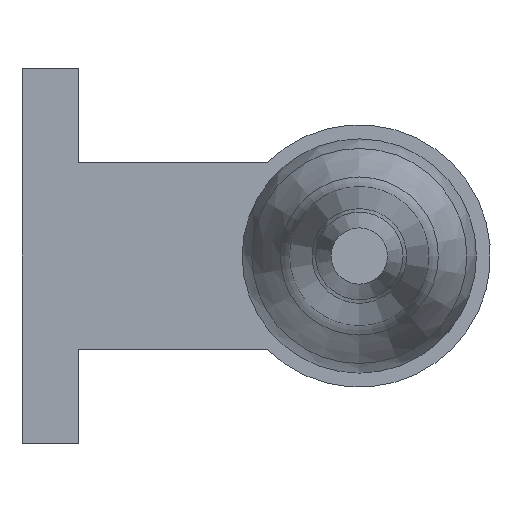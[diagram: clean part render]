
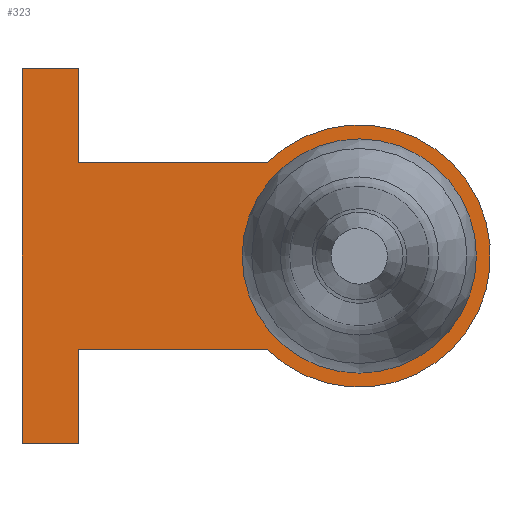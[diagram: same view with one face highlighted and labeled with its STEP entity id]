
A CAD part, left-side view. The second image highlights one B-rep face of the part: STEP entity #323.
In plain terms, the highlighted planar face has unit normal (-1, 0, 0).
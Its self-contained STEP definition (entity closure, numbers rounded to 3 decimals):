
#21=FACE_BOUND('',#59,.T.);
#26=PLANE('',#361);
#38=FACE_OUTER_BOUND('',#58,.T.);
#58=EDGE_LOOP('',(#235,#236,#237,#238,#239,#240,#241,#242));
#59=EDGE_LOOP('',(#243));
#83=LINE('',#506,#111);
#84=LINE('',#508,#112);
#85=LINE('',#512,#113);
#86=LINE('',#514,#114);
#87=LINE('',#516,#115);
#88=LINE('',#518,#116);
#89=LINE('',#519,#117);
#111=VECTOR('',#408,10.);
#112=VECTOR('',#409,10.);
#113=VECTOR('',#412,10.);
#114=VECTOR('',#413,10.);
#115=VECTOR('',#414,10.);
#116=VECTOR('',#415,10.);
#117=VECTOR('',#416,10.);
#141=CIRCLE('',#362,7.);
#142=CIRCLE('',#363,6.25);
#158=VERTEX_POINT('',#504);
#159=VERTEX_POINT('',#505);
#160=VERTEX_POINT('',#507);
#161=VERTEX_POINT('',#509);
#162=VERTEX_POINT('',#511);
#163=VERTEX_POINT('',#513);
#164=VERTEX_POINT('',#515);
#165=VERTEX_POINT('',#517);
#166=VERTEX_POINT('',#520);
#188=EDGE_CURVE('',#158,#159,#83,.T.);
#189=EDGE_CURVE('',#159,#160,#84,.T.);
#190=EDGE_CURVE('',#160,#161,#141,.T.);
#191=EDGE_CURVE('',#161,#162,#85,.T.);
#192=EDGE_CURVE('',#162,#163,#86,.T.);
#193=EDGE_CURVE('',#163,#164,#87,.T.);
#194=EDGE_CURVE('',#164,#165,#88,.T.);
#195=EDGE_CURVE('',#165,#158,#89,.T.);
#196=EDGE_CURVE('',#166,#166,#142,.T.);
#235=ORIENTED_EDGE('',*,*,#188,.T.);
#236=ORIENTED_EDGE('',*,*,#189,.T.);
#237=ORIENTED_EDGE('',*,*,#190,.T.);
#238=ORIENTED_EDGE('',*,*,#191,.T.);
#239=ORIENTED_EDGE('',*,*,#192,.T.);
#240=ORIENTED_EDGE('',*,*,#193,.T.);
#241=ORIENTED_EDGE('',*,*,#194,.T.);
#242=ORIENTED_EDGE('',*,*,#195,.T.);
#243=ORIENTED_EDGE('',*,*,#196,.F.);
#323=ADVANCED_FACE('',(#38,#21),#26,.F.);
#361=AXIS2_PLACEMENT_3D('',#503,#406,#407);
#362=AXIS2_PLACEMENT_3D('',#510,#410,#411);
#363=AXIS2_PLACEMENT_3D('',#521,#417,#418);
#406=DIRECTION('center_axis',(1.,0.,0.));
#407=DIRECTION('ref_axis',(0.,1.,0.));
#408=DIRECTION('',(0.,0.,1.));
#409=DIRECTION('',(0.,-1.,0.));
#410=DIRECTION('center_axis',(-1.,0.,0.));
#411=DIRECTION('ref_axis',(0.,1.,0.));
#412=DIRECTION('',(0.,1.,0.));
#413=DIRECTION('',(0.,0.,1.));
#414=DIRECTION('',(0.,1.,0.));
#415=DIRECTION('',(0.,0.,-1.));
#416=DIRECTION('',(0.,-1.,0.));
#417=DIRECTION('center_axis',(-1.,0.,0.));
#418=DIRECTION('ref_axis',(0.,0.,1.));
#503=CARTESIAN_POINT('Origin',(165.,5.5,45.));
#504=CARTESIAN_POINT('',(165.,15.,35.));
#505=CARTESIAN_POINT('',(165.,15.,40.));
#506=CARTESIAN_POINT('',(165.,15.,40.));
#507=CARTESIAN_POINT('',(165.,4.899,40.));
#508=CARTESIAN_POINT('',(165.,15.,40.));
#509=CARTESIAN_POINT('',(165.,4.899,50.));
#510=CARTESIAN_POINT('Origin',(165.,0.,45.));
#511=CARTESIAN_POINT('',(165.,15.,50.));
#512=CARTESIAN_POINT('',(165.,15.,50.));
#513=CARTESIAN_POINT('',(165.,15.,55.));
#514=CARTESIAN_POINT('',(165.,15.,55.));
#515=CARTESIAN_POINT('',(165.,18.,55.));
#516=CARTESIAN_POINT('',(165.,18.,55.));
#517=CARTESIAN_POINT('',(165.,18.,35.));
#518=CARTESIAN_POINT('',(165.,18.,35.));
#519=CARTESIAN_POINT('',(165.,15.,35.));
#520=CARTESIAN_POINT('',(165.,0.,38.75));
#521=CARTESIAN_POINT('Origin',(165.,0.,45.));
